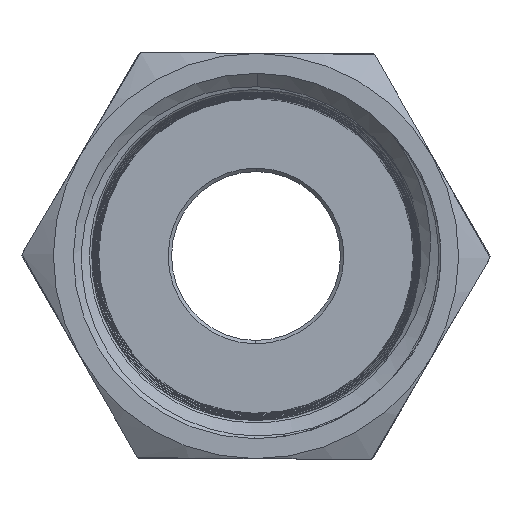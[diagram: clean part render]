
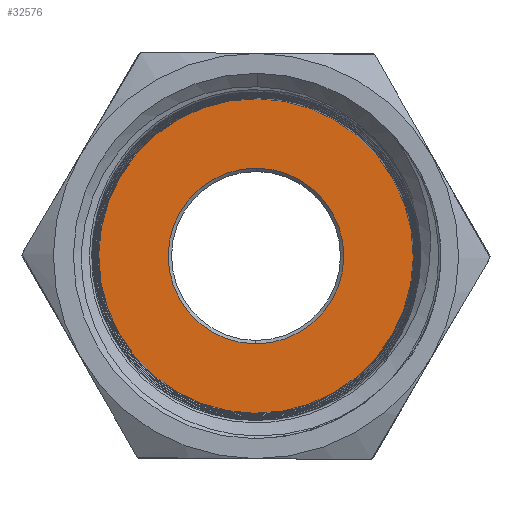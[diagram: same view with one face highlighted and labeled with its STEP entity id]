
A CAD part, front view. The second image highlights one B-rep face of the part: STEP entity #32576.
In plain terms, the highlighted planar face has unit normal (0, -1, 0).
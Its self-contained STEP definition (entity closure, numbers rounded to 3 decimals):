
#93 = FACE_BOUND ( 'NONE', #12922, .T. ) ;
#124 = EDGE_CURVE ( 'NONE', #27460, #26460, #19784, .T. ) ;
#208 = EDGE_LOOP ( 'NONE', ( #4546, #21830 ) ) ;
#3698 = CARTESIAN_POINT ( 'NONE',  ( -0.044, -9.3, -5.2 ) ) ;
#4546 = ORIENTED_EDGE ( 'NONE', *, *, #18067, .T. ) ;
#4675 = AXIS2_PLACEMENT_3D ( 'NONE', #32950, #13316, #36242 ) ;
#5867 = CARTESIAN_POINT ( 'NONE',  ( 0., -9.3, 0. ) ) ;
#6042 = CARTESIAN_POINT ( 'NONE',  ( 0., -9.3, 0. ) ) ;
#7322 = EDGE_CURVE ( 'NONE', #18254, #34521, #30184, .T. ) ;
#9001 = AXIS2_PLACEMENT_3D ( 'NONE', #6042, #28983, #9307 ) ;
#9180 = ORIENTED_EDGE ( 'NONE', *, *, #41757, .T. ) ;
#9307 = DIRECTION ( 'NONE',  ( -0.008, 0., -1. ) ) ;
#9526 = CARTESIAN_POINT ( 'NONE',  ( 0., -9.3, 0. ) ) ;
#10161 = CARTESIAN_POINT ( 'NONE',  ( -0.079, -9.3, -9.315 ) ) ;
#12850 = DIRECTION ( 'NONE',  ( -0.008, 0., -1. ) ) ;
#12922 = EDGE_LOOP ( 'NONE', ( #37683, #9180 ) ) ;
#13316 = DIRECTION ( 'NONE',  ( 0., 1., 0. ) ) ;
#17050 = DIRECTION ( 'NONE',  ( 0., -1., 0. ) ) ;
#18067 = EDGE_CURVE ( 'NONE', #34521, #18254, #29275, .T. ) ;
#18254 = VERTEX_POINT ( 'NONE', #37404 ) ;
#19784 = CIRCLE ( 'NONE', #21645, 5.2 ) ;
#20945 = AXIS2_PLACEMENT_3D ( 'NONE', #36694, #17050, #40081 ) ;
#20970 = CARTESIAN_POINT ( 'NONE',  ( 0.044, -9.3, 5.2 ) ) ;
#21645 = AXIS2_PLACEMENT_3D ( 'NONE', #5867, #25491, #22174 ) ;
#21650 = AXIS2_PLACEMENT_3D ( 'NONE', #9526, #32486, #12850 ) ;
#21830 = ORIENTED_EDGE ( 'NONE', *, *, #7322, .T. ) ;
#22174 = DIRECTION ( 'NONE',  ( -0.008, 0., -1. ) ) ;
#24785 = CIRCLE ( 'NONE', #4675, 5.2 ) ;
#25491 = DIRECTION ( 'NONE',  ( 0., 1., 0. ) ) ;
#25536 = PLANE ( 'NONE',  #9001 ) ;
#26460 = VERTEX_POINT ( 'NONE', #20970 ) ;
#27460 = VERTEX_POINT ( 'NONE', #3698 ) ;
#28983 = DIRECTION ( 'NONE',  ( 0., -1., 0. ) ) ;
#29275 = CIRCLE ( 'NONE', #20945, 9.316 ) ;
#30184 = CIRCLE ( 'NONE', #21650, 9.316 ) ;
#32486 = DIRECTION ( 'NONE',  ( 0., -1., 0. ) ) ;
#32576 = ADVANCED_FACE ( 'NONE', ( #93, #35039 ), #25536, .T. ) ;
#32950 = CARTESIAN_POINT ( 'NONE',  ( 0., -9.3, 0. ) ) ;
#34521 = VERTEX_POINT ( 'NONE', #10161 ) ;
#35039 = FACE_OUTER_BOUND ( 'NONE', #208, .T. ) ;
#36242 = DIRECTION ( 'NONE',  ( -0.008, 0., -1. ) ) ;
#36694 = CARTESIAN_POINT ( 'NONE',  ( 0., -9.3, 0. ) ) ;
#37404 = CARTESIAN_POINT ( 'NONE',  ( 0.079, -9.3, 9.315 ) ) ;
#37683 = ORIENTED_EDGE ( 'NONE', *, *, #124, .T. ) ;
#40081 = DIRECTION ( 'NONE',  ( -0.008, 0., -1. ) ) ;
#41757 = EDGE_CURVE ( 'NONE', #26460, #27460, #24785, .T. ) ;
